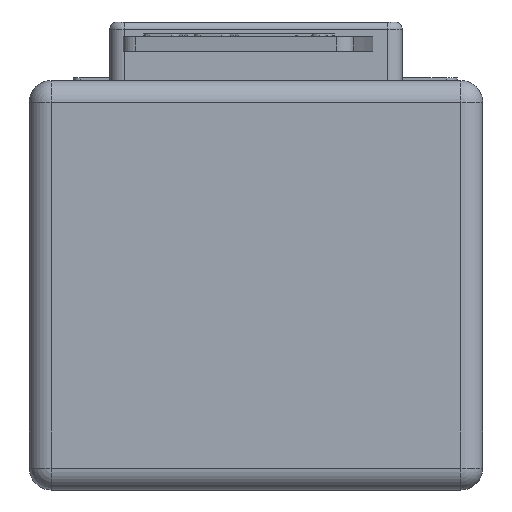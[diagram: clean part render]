
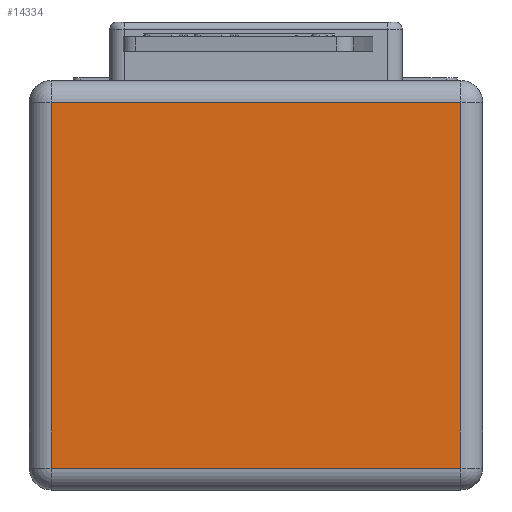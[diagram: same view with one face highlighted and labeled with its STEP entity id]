
A CAD part, front view. The second image highlights one B-rep face of the part: STEP entity #14334.
In plain terms, the highlighted planar face has unit normal (0, -1, 0).
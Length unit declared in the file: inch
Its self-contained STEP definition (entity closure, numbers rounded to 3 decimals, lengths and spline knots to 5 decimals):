
#230 = VECTOR ( 'NONE', #14024, 39.37008 ) ;
#814 = LINE ( 'NONE', #12140, #230 ) ;
#2490 = EDGE_CURVE ( 'NONE', #19896, #20005, #7618, .T. ) ;
#2529 = VERTEX_POINT ( 'NONE', #15459 ) ;
#3232 = LINE ( 'NONE', #13148, #11665 ) ;
#4231 = DIRECTION ( 'NONE',  ( 0., 1., 0. ) ) ;
#5758 = CARTESIAN_POINT ( 'NONE',  ( -2.37147, 0.50972, 20.58028 ) ) ;
#5822 = CARTESIAN_POINT ( 'NONE',  ( -3.12147, 0.50972, 21.33028 ) ) ;
#6428 = CARTESIAN_POINT ( 'NONE',  ( -3.12147, 0.50972, 20.58028 ) ) ;
#7045 = VECTOR ( 'NONE', #10108, 39.37008 ) ;
#7180 = FACE_OUTER_BOUND ( 'NONE', #10062, .T. ) ;
#7618 = LINE ( 'NONE', #6428, #7045 ) ;
#7881 = ORIENTED_EDGE ( 'NONE', *, *, #13669, .T. ) ;
#8299 = LINE ( 'NONE', #12403, #8839 ) ;
#8649 = CARTESIAN_POINT ( 'NONE',  ( 11.62853, 0.50972, 20.58028 ) ) ;
#8839 = VECTOR ( 'NONE', #8861, 39.37008 ) ;
#8861 = DIRECTION ( 'NONE',  ( 0., 0., -1. ) ) ;
#10062 = EDGE_LOOP ( 'NONE', ( #10670, #7881, #21222, #16830 ) ) ;
#10108 = DIRECTION ( 'NONE',  ( -1., 0., 0. ) ) ;
#10670 = ORIENTED_EDGE ( 'NONE', *, *, #10716, .T. ) ;
#10716 = EDGE_CURVE ( 'NONE', #19948, #2529, #3232, .T. ) ;
#11665 = VECTOR ( 'NONE', #20061, 39.37008 ) ;
#12140 = CARTESIAN_POINT ( 'NONE',  ( 11.62853, 0.50972, 21.33028 ) ) ;
#12403 = CARTESIAN_POINT ( 'NONE',  ( -2.37147, 0.50972, 21.33028 ) ) ;
#13148 = CARTESIAN_POINT ( 'NONE',  ( -3.12147, 0.50972, 8.08028 ) ) ;
#13669 = EDGE_CURVE ( 'NONE', #2529, #19896, #814, .T. ) ;
#14024 = DIRECTION ( 'NONE',  ( 0., 0., 1. ) ) ;
#14334 = ADVANCED_FACE ( 'NONE', ( #7180 ), #20494, .F. ) ;
#14768 = DIRECTION ( 'NONE',  ( 0., 0., 1. ) ) ;
#15459 = CARTESIAN_POINT ( 'NONE',  ( 11.62853, 0.50972, 8.08028 ) ) ;
#15588 = EDGE_CURVE ( 'NONE', #20005, #19948, #8299, .T. ) ;
#16830 = ORIENTED_EDGE ( 'NONE', *, *, #15588, .T. ) ;
#17465 = CARTESIAN_POINT ( 'NONE',  ( -2.37147, 0.50972, 8.08028 ) ) ;
#18324 = AXIS2_PLACEMENT_3D ( 'NONE', #5822, #4231, #14768 ) ;
#19896 = VERTEX_POINT ( 'NONE', #8649 ) ;
#19948 = VERTEX_POINT ( 'NONE', #17465 ) ;
#20005 = VERTEX_POINT ( 'NONE', #5758 ) ;
#20061 = DIRECTION ( 'NONE',  ( 1., 0., 0. ) ) ;
#20494 = PLANE ( 'NONE',  #18324 ) ;
#21222 = ORIENTED_EDGE ( 'NONE', *, *, #2490, .T. ) ;
